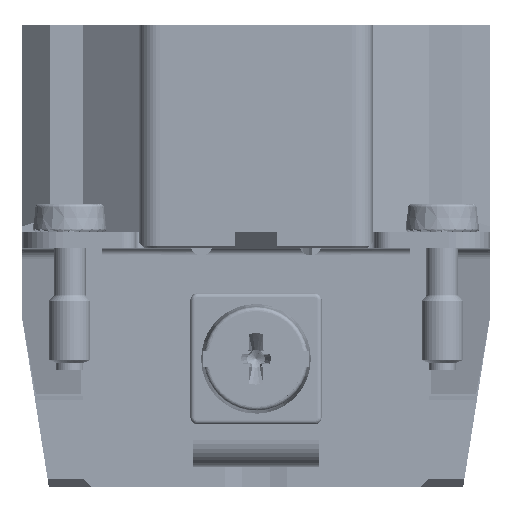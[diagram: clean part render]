
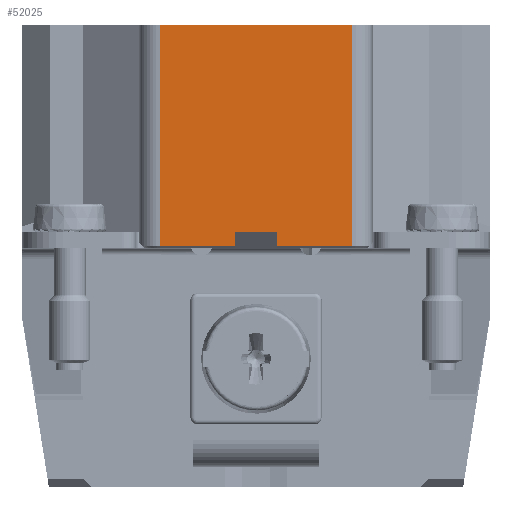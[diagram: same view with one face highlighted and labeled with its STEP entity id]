
A CAD part, front view. The second image highlights one B-rep face of the part: STEP entity #52025.
In plain terms, the highlighted planar face has unit normal (0, -1, 0).
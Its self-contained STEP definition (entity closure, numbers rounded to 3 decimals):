
#51999=AXIS2_PLACEMENT_3D('Plane Axis2P3D',#51996,#51997,#51998) ;
#31732=CARTESIAN_POINT('Vertex',(10.,0.3,17.5)) ;
#31846=CARTESIAN_POINT('Vertex',(23.9,0.3,17.5)) ;
#42460=CARTESIAN_POINT('Vertex',(18.45,0.3,18.5)) ;
#42463=CARTESIAN_POINT('Line Origine',(16.95,0.3,18.5)) ;
#42467=CARTESIAN_POINT('Vertex',(15.45,0.3,18.5)) ;
#42494=CARTESIAN_POINT('Line Origine',(10.,0.3,25.4)) ;
#42498=CARTESIAN_POINT('Vertex',(10.,0.3,18.5)) ;
#42530=CARTESIAN_POINT('Vertex',(15.45,0.3,17.5)) ;
#42538=CARTESIAN_POINT('Line Origine',(15.45,0.3,18.)) ;
#42558=CARTESIAN_POINT('Line Origine',(16.95,0.3,17.5)) ;
#42579=CARTESIAN_POINT('Vertex',(18.45,0.3,17.5)) ;
#42582=CARTESIAN_POINT('Line Origine',(18.45,0.3,18.)) ;
#42602=CARTESIAN_POINT('Line Origine',(16.95,0.3,17.5)) ;
#42630=CARTESIAN_POINT('Vertex',(23.9,0.3,18.5)) ;
#42633=CARTESIAN_POINT('Line Origine',(23.9,0.3,25.4)) ;
#51744=CARTESIAN_POINT('Vertex',(10.,0.3,33.5)) ;
#51747=CARTESIAN_POINT('Line Origine',(10.,0.3,25.4)) ;
#51996=CARTESIAN_POINT('Axis2P3D Location',(16.95,0.3,33.5)) ;
#52001=CARTESIAN_POINT('Line Origine',(23.9,0.3,26.)) ;
#52005=CARTESIAN_POINT('Vertex',(23.9,0.3,33.5)) ;
#52008=CARTESIAN_POINT('Line Origine',(16.95,0.3,33.5)) ;
#42464=DIRECTION('Vector Direction',(1.,0.,0.)) ;
#42495=DIRECTION('Vector Direction',(0.,0.,1.)) ;
#42539=DIRECTION('Vector Direction',(0.,0.,1.)) ;
#42559=DIRECTION('Vector Direction',(-1.,0.,0.)) ;
#42583=DIRECTION('Vector Direction',(0.,0.,1.)) ;
#42603=DIRECTION('Vector Direction',(-1.,0.,0.)) ;
#42634=DIRECTION('Vector Direction',(0.,0.,1.)) ;
#51748=DIRECTION('Vector Direction',(0.,0.,1.)) ;
#51997=DIRECTION('Axis2P3D Direction',(0.,1.,0.)) ;
#51998=DIRECTION('Axis2P3D XDirection',(0.,0.,-1.)) ;
#52002=DIRECTION('Vector Direction',(0.,0.,1.)) ;
#52009=DIRECTION('Vector Direction',(-1.,0.,0.)) ;
#42465=VECTOR('Line Direction',#42464,1.) ;
#42496=VECTOR('Line Direction',#42495,1.) ;
#42540=VECTOR('Line Direction',#42539,1.) ;
#42560=VECTOR('Line Direction',#42559,1.) ;
#42584=VECTOR('Line Direction',#42583,1.) ;
#42604=VECTOR('Line Direction',#42603,1.) ;
#42635=VECTOR('Line Direction',#42634,1.) ;
#51749=VECTOR('Line Direction',#51748,1.) ;
#52003=VECTOR('Line Direction',#52002,1.) ;
#52010=VECTOR('Line Direction',#52009,1.) ;
#52014=ORIENTED_EDGE('',*,*,#42606,.F.) ;
#52015=ORIENTED_EDGE('',*,*,#42637,.T.) ;
#52016=ORIENTED_EDGE('',*,*,#52007,.T.) ;
#52017=ORIENTED_EDGE('',*,*,#52012,.T.) ;
#52018=ORIENTED_EDGE('',*,*,#51751,.F.) ;
#52019=ORIENTED_EDGE('',*,*,#42500,.F.) ;
#52020=ORIENTED_EDGE('',*,*,#42562,.F.) ;
#52021=ORIENTED_EDGE('',*,*,#42542,.T.) ;
#52022=ORIENTED_EDGE('',*,*,#42469,.T.) ;
#52023=ORIENTED_EDGE('',*,*,#42586,.F.) ;
#52025=ADVANCED_FACE('Hauptk\X2\00F6\X0\rper',(#52024),#52000,.F.) ;
#42469=EDGE_CURVE('',#42468,#42461,#42466,.T.) ;
#42500=EDGE_CURVE('',#31733,#42499,#42497,.T.) ;
#42542=EDGE_CURVE('',#42531,#42468,#42541,.T.) ;
#42562=EDGE_CURVE('',#42531,#31733,#42561,.T.) ;
#42586=EDGE_CURVE('',#42580,#42461,#42585,.T.) ;
#42606=EDGE_CURVE('',#31847,#42580,#42605,.T.) ;
#42637=EDGE_CURVE('',#31847,#42631,#42636,.T.) ;
#51751=EDGE_CURVE('',#42499,#51745,#51750,.T.) ;
#52007=EDGE_CURVE('',#42631,#52006,#52004,.T.) ;
#52012=EDGE_CURVE('',#52006,#51745,#52011,.T.) ;
#52013=EDGE_LOOP('',(#52014,#52015,#52016,#52017,#52018,#52019,#52020,#52021,#52022,#52023)) ;
#52024=FACE_OUTER_BOUND('',#52013,.T.) ;
#42466=LINE('Line',#42463,#42465) ;
#42497=LINE('Line',#42494,#42496) ;
#42541=LINE('Line',#42538,#42540) ;
#42561=LINE('Line',#42558,#42560) ;
#42585=LINE('Line',#42582,#42584) ;
#42605=LINE('Line',#42602,#42604) ;
#42636=LINE('Line',#42633,#42635) ;
#51750=LINE('Line',#51747,#51749) ;
#52004=LINE('Line',#52001,#52003) ;
#52011=LINE('Line',#52008,#52010) ;
#52000=PLANE('',#51999) ;
#31733=VERTEX_POINT('',#31732) ;
#31847=VERTEX_POINT('',#31846) ;
#42461=VERTEX_POINT('',#42460) ;
#42468=VERTEX_POINT('',#42467) ;
#42499=VERTEX_POINT('',#42498) ;
#42531=VERTEX_POINT('',#42530) ;
#42580=VERTEX_POINT('',#42579) ;
#42631=VERTEX_POINT('',#42630) ;
#51745=VERTEX_POINT('',#51744) ;
#52006=VERTEX_POINT('',#52005) ;
